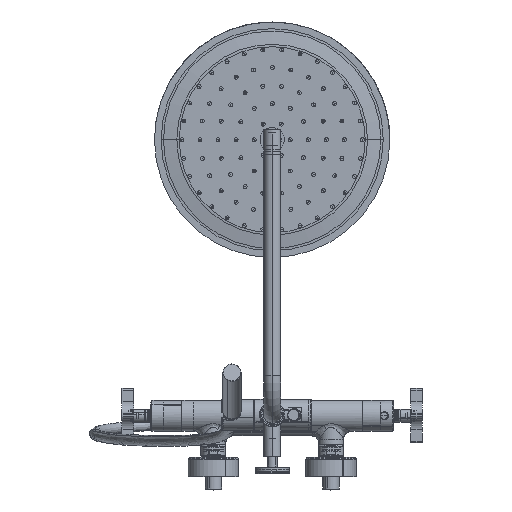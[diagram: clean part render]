
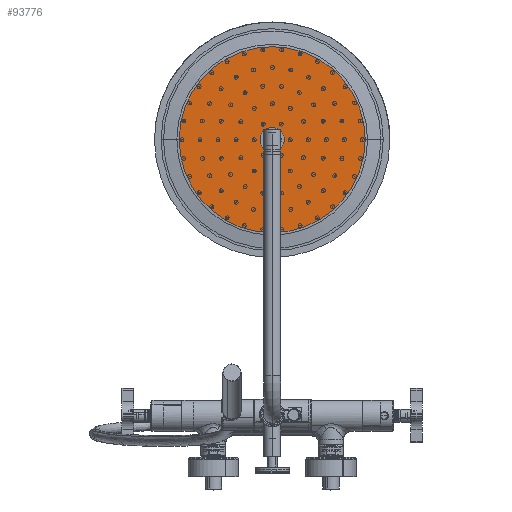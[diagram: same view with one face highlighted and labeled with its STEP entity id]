
A CAD part, top view. The second image highlights one B-rep face of the part: STEP entity #93776.
In plain terms, the highlighted planar face has unit normal (0, 0, 1).
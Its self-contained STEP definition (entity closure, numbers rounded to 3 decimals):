
#93716=CARTESIAN_POINT('Axis2P3D Location',(0.,350.,962.003)) ;
#93721=CARTESIAN_POINT('Axis2P3D Location',(0.,350.,962.003)) ;
#93725=CARTESIAN_POINT('Vertex',(-118.505,350.845,962.003)) ;
#93727=CARTESIAN_POINT('Vertex',(118.508,350.,962.003)) ;
#93730=CARTESIAN_POINT('Axis2P3D Location',(0.,350.,962.003)) ;
#93734=CARTESIAN_POINT('Vertex',(-118.508,350.,962.003)) ;
#93737=CARTESIAN_POINT('Axis2P3D Location',(0.,350.,962.003)) ;
#93741=CARTESIAN_POINT('Vertex',(118.505,349.155,962.003)) ;
#93745=CARTESIAN_POINT('Control Point',(118.505,349.155,962.003)) ;
#93746=CARTESIAN_POINT('Control Point',(118.507,349.324,962.003)) ;
#93747=CARTESIAN_POINT('Control Point',(118.507,349.493,962.003)) ;
#93748=CARTESIAN_POINT('Control Point',(118.508,349.662,962.003)) ;
#93749=CARTESIAN_POINT('Control Point',(118.508,349.831,962.003)) ;
#93750=CARTESIAN_POINT('Control Point',(118.508,350.,962.003)) ;
#93758=CARTESIAN_POINT('Axis2P3D Location',(0.,350.,962.003)) ;
#93762=CARTESIAN_POINT('Vertex',(-15.5,350.,962.003)) ;
#93764=CARTESIAN_POINT('Vertex',(15.5,350.,962.003)) ;
#93767=CARTESIAN_POINT('Axis2P3D Location',(0.,350.,962.003)) ;
#93717=DIRECTION('Axis2P3D Direction',(0.,0.,-1.)) ;
#93718=DIRECTION('Axis2P3D XDirection',(1.,0.,0.)) ;
#93722=DIRECTION('Axis2P3D Direction',(0.,0.,-1.)) ;
#93731=DIRECTION('Axis2P3D Direction',(0.,0.,-1.)) ;
#93738=DIRECTION('Axis2P3D Direction',(0.,0.,-1.)) ;
#93759=DIRECTION('Axis2P3D Direction',(0.,0.,-1.)) ;
#93768=DIRECTION('Axis2P3D Direction',(0.,0.,-1.)) ;
#93719=AXIS2_PLACEMENT_3D('Plane Axis2P3D',#93716,#93717,#93718) ;
#93723=AXIS2_PLACEMENT_3D('Circle Axis2P3D',#93721,#93722,$) ;
#93732=AXIS2_PLACEMENT_3D('Circle Axis2P3D',#93730,#93731,$) ;
#93739=AXIS2_PLACEMENT_3D('Circle Axis2P3D',#93737,#93738,$) ;
#93760=AXIS2_PLACEMENT_3D('Circle Axis2P3D',#93758,#93759,$) ;
#93769=AXIS2_PLACEMENT_3D('Circle Axis2P3D',#93767,#93768,$) ;
#93724=CIRCLE('generated circle',#93723,118.508) ;
#93733=CIRCLE('generated circle',#93732,118.508) ;
#93740=CIRCLE('generated circle',#93739,118.508) ;
#93761=CIRCLE('generated circle',#93760,15.5) ;
#93770=CIRCLE('generated circle',#93769,15.5) ;
#93720=PLANE('',#93719) ;
#93775=FACE_BOUND('',#93772,.T.) ;
#93729=EDGE_CURVE('',#93726,#93728,#93724,.T.) ;
#93736=EDGE_CURVE('',#93735,#93726,#93733,.T.) ;
#93743=EDGE_CURVE('',#93742,#93735,#93740,.T.) ;
#93751=EDGE_CURVE('',#93742,#93728,#93744,.T.) ;
#93766=EDGE_CURVE('',#93763,#93765,#93761,.T.) ;
#93771=EDGE_CURVE('',#93765,#93763,#93770,.T.) ;
#93753=ORIENTED_EDGE('',*,*,#93729,.F.) ;
#93754=ORIENTED_EDGE('',*,*,#93736,.F.) ;
#93755=ORIENTED_EDGE('',*,*,#93743,.F.) ;
#93756=ORIENTED_EDGE('',*,*,#93751,.T.) ;
#93773=ORIENTED_EDGE('',*,*,#93766,.T.) ;
#93774=ORIENTED_EDGE('',*,*,#93771,.T.) ;
#93752=EDGE_LOOP('',(#93753,#93754,#93755,#93756)) ;
#93772=EDGE_LOOP('',(#93773,#93774)) ;
#93726=VERTEX_POINT('',#93725) ;
#93728=VERTEX_POINT('',#93727) ;
#93735=VERTEX_POINT('',#93734) ;
#93742=VERTEX_POINT('',#93741) ;
#93763=VERTEX_POINT('',#93762) ;
#93765=VERTEX_POINT('',#93764) ;
#93776=ADVANCED_FACE('E-P9C483.1\\MANIFOLD_SOLID_BREP #15756',(#93757,#93775),#93720,.F.) ;
#93744=B_SPLINE_CURVE_WITH_KNOTS('',5,(#93745,#93746,#93747,#93748,#93749,#93750),.UNSPECIFIED.,.F.,.U.,(6,6),(0.,1.195),.UNSPECIFIED.) ;
#93757=FACE_OUTER_BOUND('',#93752,.T.) ;
